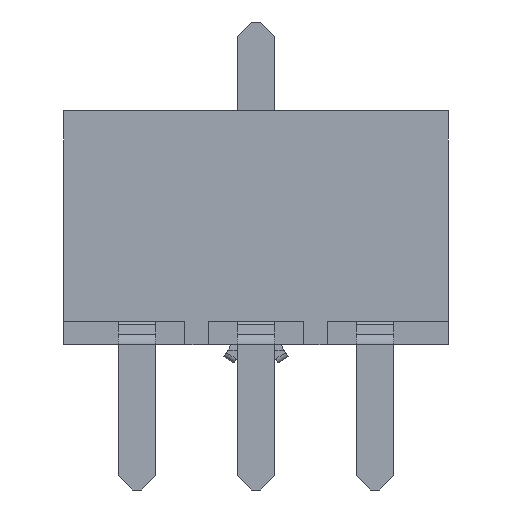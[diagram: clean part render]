
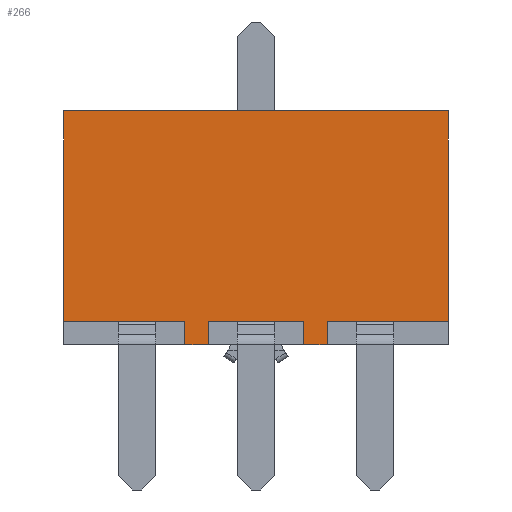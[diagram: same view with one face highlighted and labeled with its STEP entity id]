
A CAD part, front view. The second image highlights one B-rep face of the part: STEP entity #266.
In plain terms, the highlighted planar face has unit normal (0, -1, 0).
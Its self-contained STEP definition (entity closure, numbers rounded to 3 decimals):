
#266 = ADVANCED_FACE( '', ( #664 ), #665, .F. );
#664 = FACE_OUTER_BOUND( '', #1192, .T. );
#665 = PLANE( '', #1193 );
#1192 = EDGE_LOOP( '', ( #1937, #1938, #1939, #1940, #1941, #1942, #1943, #1944, #1945, #1946, #1947, #1948 ) );
#1193 = AXIS2_PLACEMENT_3D( '', #1949, #1950, #1951 );
#1937 = ORIENTED_EDGE( '', *, *, #3343, .T. );
#1938 = ORIENTED_EDGE( '', *, *, #3344, .T. );
#1939 = ORIENTED_EDGE( '', *, *, #3345, .F. );
#1940 = ORIENTED_EDGE( '', *, *, #3346, .F. );
#1941 = ORIENTED_EDGE( '', *, *, #3347, .T. );
#1942 = ORIENTED_EDGE( '', *, *, #3348, .T. );
#1943 = ORIENTED_EDGE( '', *, *, #3349, .F. );
#1944 = ORIENTED_EDGE( '', *, *, #3350, .F. );
#1945 = ORIENTED_EDGE( '', *, *, #3351, .T. );
#1946 = ORIENTED_EDGE( '', *, *, #3158, .T. );
#1947 = ORIENTED_EDGE( '', *, *, #3252, .F. );
#1948 = ORIENTED_EDGE( '', *, *, #3310, .T. );
#1949 = CARTESIAN_POINT( '', ( 4.11, -2.54, 2.5 ) );
#1950 = DIRECTION( '', ( 0., 1., 0. ) );
#1951 = DIRECTION( '', ( 0., 0., 1. ) );
#3158 = EDGE_CURVE( '', #3767, #3775, #3777, .T. );
#3252 = EDGE_CURVE( '', #3940, #3775, #3942, .T. );
#3310 = EDGE_CURVE( '', #3940, #4044, #4046, .T. );
#3343 = EDGE_CURVE( '', #4044, #4096, #4097, .T. );
#3344 = EDGE_CURVE( '', #4096, #4098, #4099, .T. );
#3345 = EDGE_CURVE( '', #4100, #4098, #4101, .T. );
#3346 = EDGE_CURVE( '', #4102, #4100, #4103, .T. );
#3347 = EDGE_CURVE( '', #4102, #4104, #4105, .T. );
#3348 = EDGE_CURVE( '', #4104, #4106, #4107, .T. );
#3349 = EDGE_CURVE( '', #4108, #4106, #4109, .T. );
#3350 = EDGE_CURVE( '', #4110, #4108, #4111, .T. );
#3351 = EDGE_CURVE( '', #4110, #3767, #4112, .T. );
#3767 = VERTEX_POINT( '', #4661 );
#3775 = VERTEX_POINT( '', #4673 );
#3777 = LINE( '', #4676, #4677 );
#3940 = VERTEX_POINT( '', #4908 );
#3942 = LINE( '', #4911, #4912 );
#4044 = VERTEX_POINT( '', #5057 );
#4046 = LINE( '', #5060, #5061 );
#4096 = VERTEX_POINT( '', #5134 );
#4097 = LINE( '', #5135, #5136 );
#4098 = VERTEX_POINT( '', #5137 );
#4099 = LINE( '', #5138, #5139 );
#4100 = VERTEX_POINT( '', #5140 );
#4101 = LINE( '', #5141, #5142 );
#4102 = VERTEX_POINT( '', #5143 );
#4103 = LINE( '', #5144, #5145 );
#4104 = VERTEX_POINT( '', #5146 );
#4105 = LINE( '', #5147, #5148 );
#4106 = VERTEX_POINT( '', #5149 );
#4107 = LINE( '', #5150, #5151 );
#4108 = VERTEX_POINT( '', #5152 );
#4109 = LINE( '', #5153, #5154 );
#4110 = VERTEX_POINT( '', #5155 );
#4111 = LINE( '', #5156, #5157 );
#4112 = LINE( '', #5158, #5159 );
#4661 = CARTESIAN_POINT( '', ( 1.52, -2.54, -2. ) );
#4673 = CARTESIAN_POINT( '', ( 4.11, -2.54, -2. ) );
#4676 = CARTESIAN_POINT( '', ( -6.77, -2.54, -2. ) );
#4677 = VECTOR( '', #5934, 1000. );
#4908 = CARTESIAN_POINT( '', ( 4.11, -2.54, 2.5 ) );
#4911 = CARTESIAN_POINT( '', ( 4.11, -2.54, 2.5 ) );
#4912 = VECTOR( '', #6028, 1000. );
#5057 = CARTESIAN_POINT( '', ( -4.11, -2.54, 2.5 ) );
#5060 = CARTESIAN_POINT( '', ( 4.11, -2.54, 2.5 ) );
#5061 = VECTOR( '', #6091, 1000. );
#5134 = CARTESIAN_POINT( '', ( -4.11, -2.54, -2. ) );
#5135 = CARTESIAN_POINT( '', ( -4.11, -2.54, 2.5 ) );
#5136 = VECTOR( '', #6124, 1000. );
#5137 = CARTESIAN_POINT( '', ( -1.52, -2.54, -2. ) );
#5138 = CARTESIAN_POINT( '', ( -6.77, -2.54, -2. ) );
#5139 = VECTOR( '', #6125, 1000. );
#5140 = CARTESIAN_POINT( '', ( -1.52, -2.54, -2.5 ) );
#5141 = CARTESIAN_POINT( '', ( -1.52, -2.54, -2.5 ) );
#5142 = VECTOR( '', #6126, 1000. );
#5143 = CARTESIAN_POINT( '', ( -1.02, -2.54, -2.5 ) );
#5144 = CARTESIAN_POINT( '', ( -1.02, -2.54, -2.5 ) );
#5145 = VECTOR( '', #6127, 1000. );
#5146 = CARTESIAN_POINT( '', ( -1.02, -2.54, -2. ) );
#5147 = CARTESIAN_POINT( '', ( -1.02, -2.54, -2.5 ) );
#5148 = VECTOR( '', #6128, 1000. );
#5149 = CARTESIAN_POINT( '', ( 1.02, -2.54, -2. ) );
#5150 = CARTESIAN_POINT( '', ( -6.77, -2.54, -2. ) );
#5151 = VECTOR( '', #6129, 1000. );
#5152 = CARTESIAN_POINT( '', ( 1.02, -2.54, -2.5 ) );
#5153 = CARTESIAN_POINT( '', ( 1.02, -2.54, -2.5 ) );
#5154 = VECTOR( '', #6130, 1000. );
#5155 = CARTESIAN_POINT( '', ( 1.52, -2.54, -2.5 ) );
#5156 = CARTESIAN_POINT( '', ( 1.52, -2.54, -2.5 ) );
#5157 = VECTOR( '', #6131, 1000. );
#5158 = CARTESIAN_POINT( '', ( 1.52, -2.54, -2.5 ) );
#5159 = VECTOR( '', #6132, 1000. );
#5934 = DIRECTION( '', ( 1., 0., 0. ) );
#6028 = DIRECTION( '', ( 0., 0., -1. ) );
#6091 = DIRECTION( '', ( -1., 0., 0. ) );
#6124 = DIRECTION( '', ( 0., 0., -1. ) );
#6125 = DIRECTION( '', ( 1., 0., 0. ) );
#6126 = DIRECTION( '', ( 0., 0., 1. ) );
#6127 = DIRECTION( '', ( -1., 0., 0. ) );
#6128 = DIRECTION( '', ( 0., 0., 1. ) );
#6129 = DIRECTION( '', ( 1., 0., 0. ) );
#6130 = DIRECTION( '', ( 0., 0., 1. ) );
#6131 = DIRECTION( '', ( -1., 0., 0. ) );
#6132 = DIRECTION( '', ( 0., 0., 1. ) );
